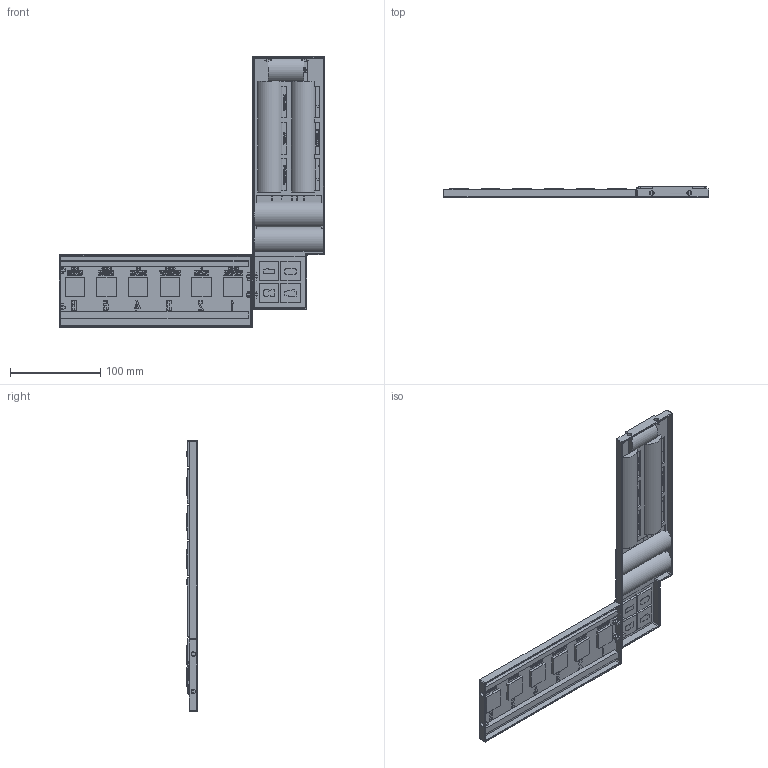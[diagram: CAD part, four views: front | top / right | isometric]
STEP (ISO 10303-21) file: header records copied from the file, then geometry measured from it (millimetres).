
FILE_DESCRIPTION(/* description */ (''),/* implementation_level */ '2;1');
FILE_NAME(/* name */ '0307塑料盘调整位置.stp',/* time_stamp */ '2022-03-07T15:55:51+08:00',/* author */ (''),/* organization */ (''),/* preprocessor_version */ 'ST-DEVELOPER v16',/* originating_system */ 'SIEMENS PLM Software NX 10.0',/* authorisation */ '');
FILE_SCHEMA (('CONFIG_CONTROL_DESIGN'));
Length unit declared in the file: millimetre
Products named in the file (1): 0307塑料盘调整位置
Bounding box: 294.06 x 12 x 299.06 mm (x, y, z)
Volume: 121602.7 mm3; surface area: 133418.3 mm2
Topology: 2 solids, 2 shells, 2958 faces, 9031 edges, 6412 vertices
Faces by surface type: plane 2372, bspline 348, cylinder 238
Full cylindrical faces by diameter (mm): 2 x18, 5 x8
Entity records: 105912 total; most frequent: CARTESIAN_POINT 26162, ORIENTED_EDGE 18030, DIRECTION 13914, EDGE_CURVE 9015, LINE 7530, VECTOR 7530, VERTEX_POINT 6404, EDGE_LOOP 3333
